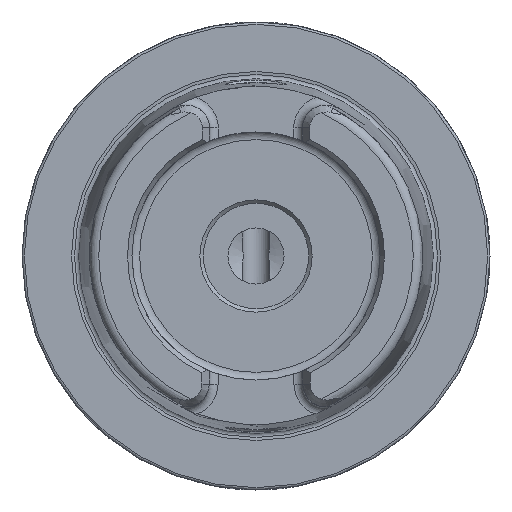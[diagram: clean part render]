
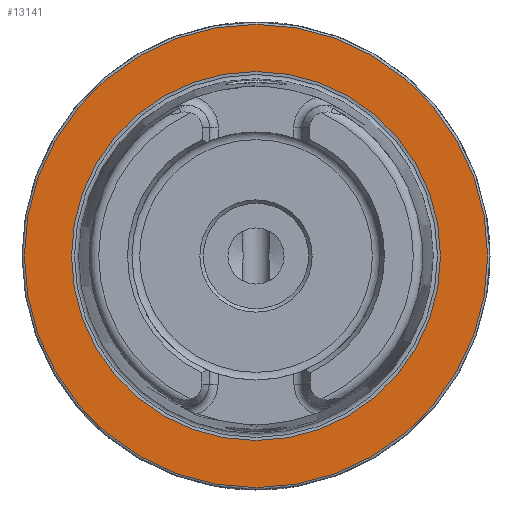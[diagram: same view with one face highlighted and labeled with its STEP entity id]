
A CAD part, left-side view. The second image highlights one B-rep face of the part: STEP entity #13141.
In plain terms, the highlighted planar face has unit normal (-1, 0, 0).
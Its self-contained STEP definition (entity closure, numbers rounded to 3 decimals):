
#532 = CIRCLE ( 'NONE', #11250, 49.5 ) ;
#1346 = CARTESIAN_POINT ( 'NONE',  ( 0., 49.5, 0. ) ) ;
#1897 = ORIENTED_EDGE ( 'NONE', *, *, #9462, .F. ) ;
#2246 = VERTEX_POINT ( 'NONE', #15170 ) ;
#2811 = AXIS2_PLACEMENT_3D ( 'NONE', #14194, #10691, #4260 ) ;
#3610 = VERTEX_POINT ( 'NONE', #9164 ) ;
#3846 = PLANE ( 'NONE',  #4727 ) ;
#3952 = DIRECTION ( 'NONE',  ( 1., 0., 0. ) ) ;
#4260 = DIRECTION ( 'NONE',  ( 0., 0., 1. ) ) ;
#4727 = AXIS2_PLACEMENT_3D ( 'NONE', #1346, #3952, #11203 ) ;
#8602 = DIRECTION ( 'NONE',  ( 0., 0., 1. ) ) ;
#8760 = ORIENTED_EDGE ( 'NONE', *, *, #9145, .T. ) ;
#9145 = EDGE_CURVE ( 'NONE', #3610, #3610, #532, .T. ) ;
#9164 = CARTESIAN_POINT ( 'NONE',  ( 0., 0., 49.5 ) ) ;
#9462 = EDGE_CURVE ( 'NONE', #2246, #2246, #14115, .T. ) ;
#10691 = DIRECTION ( 'NONE',  ( -1., 0., 0. ) ) ;
#10879 = FACE_OUTER_BOUND ( 'NONE', #14624, .T. ) ;
#11203 = DIRECTION ( 'NONE',  ( 0., 0., -1. ) ) ;
#11250 = AXIS2_PLACEMENT_3D ( 'NONE', #15633, #12237, #8602 ) ;
#12237 = DIRECTION ( 'NONE',  ( -1., 0., 0. ) ) ;
#13141 = ADVANCED_FACE ( 'NONE', ( #14950, #10879 ), #3846, .F. ) ;
#14115 = CIRCLE ( 'NONE', #2811, 39.414 ) ;
#14194 = CARTESIAN_POINT ( 'NONE',  ( 0., 0., 0. ) ) ;
#14624 = EDGE_LOOP ( 'NONE', ( #8760 ) ) ;
#14933 = EDGE_LOOP ( 'NONE', ( #1897 ) ) ;
#14950 = FACE_BOUND ( 'NONE', #14933, .T. ) ;
#15170 = CARTESIAN_POINT ( 'NONE',  ( 0., 0., 39.414 ) ) ;
#15633 = CARTESIAN_POINT ( 'NONE',  ( 0., 0., 0. ) ) ;
